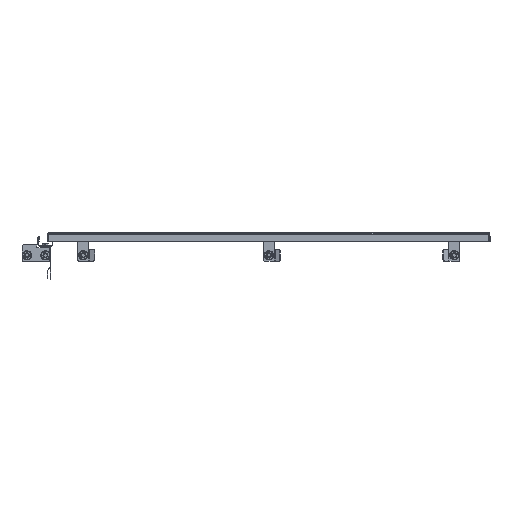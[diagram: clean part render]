
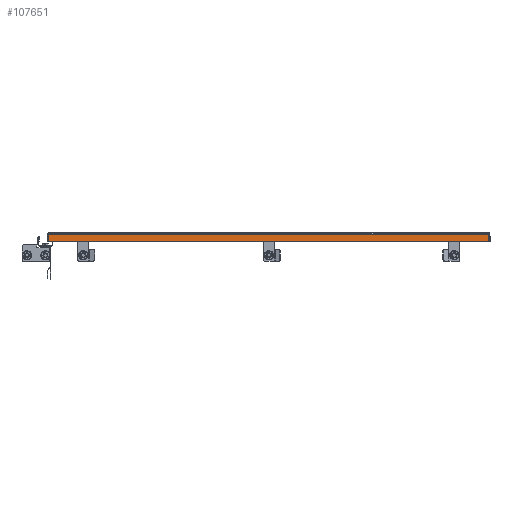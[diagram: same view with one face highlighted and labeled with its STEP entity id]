
A CAD part, left-side view. The second image highlights one B-rep face of the part: STEP entity #107651.
In plain terms, the highlighted planar face has unit normal (-1, 0, 0).
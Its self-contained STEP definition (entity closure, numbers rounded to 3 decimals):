
#63 = PLANE ( 'NONE',  #105799 ) ;
#180 = CARTESIAN_POINT ( 'NONE',  ( -397.5, -296.529, -2.4 ) ) ;
#634 = VERTEX_POINT ( 'NONE', #896 ) ;
#896 = CARTESIAN_POINT ( 'NONE',  ( -397.5, 296.529, -2.4 ) ) ;
#1243 = CARTESIAN_POINT ( 'NONE',  ( -397.5, -296.529, -12. ) ) ;
#4086 = DIRECTION ( 'NONE',  ( 0., -1., 0. ) ) ;
#8690 = EDGE_CURVE ( 'NONE', #634, #80668, #62266, .T. ) ;
#9776 = ORIENTED_EDGE ( 'NONE', *, *, #8690, .T. ) ;
#11336 = LINE ( 'NONE', #89991, #45752 ) ;
#12898 = CARTESIAN_POINT ( 'NONE',  ( -397.5, -298., -2.4 ) ) ;
#21967 = ORIENTED_EDGE ( 'NONE', *, *, #95536, .T. ) ;
#25450 = VERTEX_POINT ( 'NONE', #1243 ) ;
#26537 = ORIENTED_EDGE ( 'NONE', *, *, #94513, .F. ) ;
#31414 = FACE_OUTER_BOUND ( 'NONE', #67049, .T. ) ;
#35619 = DIRECTION ( 'NONE',  ( 1., 0., 0. ) ) ;
#44084 = CARTESIAN_POINT ( 'NONE',  ( -397.5, 0., 0. ) ) ;
#44796 = DIRECTION ( 'NONE',  ( 0., 0., -1. ) ) ;
#45752 = VECTOR ( 'NONE', #88957, 1000. ) ;
#49494 = ORIENTED_EDGE ( 'NONE', *, *, #108018, .F. ) ;
#62266 = LINE ( 'NONE', #68778, #78101 ) ;
#65996 = CARTESIAN_POINT ( 'NONE',  ( -397.5, 296.529, -12. ) ) ;
#67049 = EDGE_LOOP ( 'NONE', ( #49494, #26537, #9776, #21967 ) ) ;
#68778 = CARTESIAN_POINT ( 'NONE',  ( -397.5, 296.529, 0. ) ) ;
#69132 = LINE ( 'NONE', #12898, #100759 ) ;
#76217 = CARTESIAN_POINT ( 'NONE',  ( -397.5, 0., -12. ) ) ;
#78101 = VECTOR ( 'NONE', #44796, 1000. ) ;
#78789 = DIRECTION ( 'NONE',  ( 0., -1., 0. ) ) ;
#80668 = VERTEX_POINT ( 'NONE', #65996 ) ;
#88957 = DIRECTION ( 'NONE',  ( 0., 0., -1. ) ) ;
#89991 = CARTESIAN_POINT ( 'NONE',  ( -397.5, -296.529, -1.4 ) ) ;
#94513 = EDGE_CURVE ( 'NONE', #634, #102559, #69132, .T. ) ;
#95536 = EDGE_CURVE ( 'NONE', #80668, #25450, #107602, .T. ) ;
#95905 = DIRECTION ( 'NONE',  ( 0., 0., -1. ) ) ;
#100759 = VECTOR ( 'NONE', #4086, 1000. ) ;
#101002 = VECTOR ( 'NONE', #78789, 1000. ) ;
#102559 = VERTEX_POINT ( 'NONE', #180 ) ;
#105799 = AXIS2_PLACEMENT_3D ( 'NONE', #44084, #35619, #95905 ) ;
#107602 = LINE ( 'NONE', #76217, #101002 ) ;
#107651 = ADVANCED_FACE ( 'NONE', ( #31414 ), #63, .F. ) ;
#108018 = EDGE_CURVE ( 'NONE', #102559, #25450, #11336, .T. ) ;
